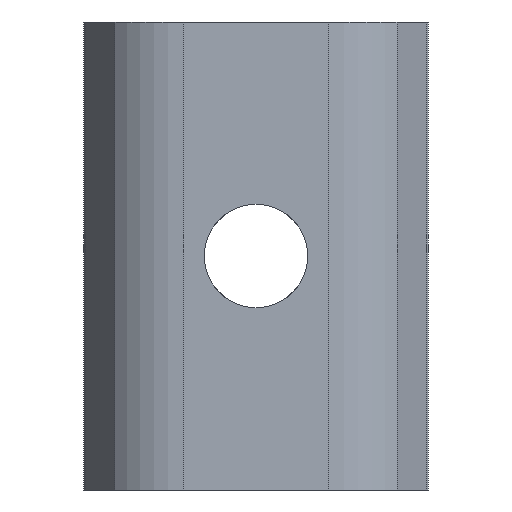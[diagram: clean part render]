
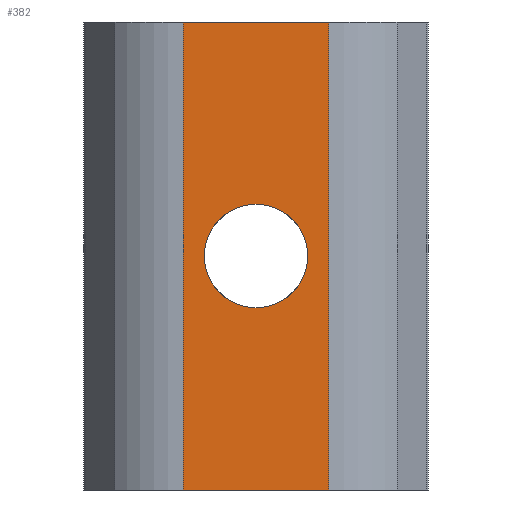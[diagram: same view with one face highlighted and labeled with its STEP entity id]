
A CAD part, front view. The second image highlights one B-rep face of the part: STEP entity #382.
In plain terms, the highlighted planar face has unit normal (0, -1, 0).
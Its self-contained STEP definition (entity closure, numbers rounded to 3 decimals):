
#7 = VECTOR ( 'NONE', #136, 1000. ) ;
#40 = DIRECTION ( 'NONE',  ( 1., 0., 0. ) ) ;
#52 = DIRECTION ( 'NONE',  ( 0., 1., 0. ) ) ;
#54 = CARTESIAN_POINT ( 'NONE',  ( -2.95, -5.2, -9.5 ) ) ;
#85 = CIRCLE ( 'NONE', #246, 2.1 ) ;
#115 = ORIENTED_EDGE ( 'NONE', *, *, #985, .T. ) ;
#117 = VECTOR ( 'NONE', #344, 1000. ) ;
#125 = DIRECTION ( 'NONE',  ( 0., 1., 0. ) ) ;
#136 = DIRECTION ( 'NONE',  ( 1., 0., 0. ) ) ;
#142 = EDGE_LOOP ( 'NONE', ( #115, #301 ) ) ;
#174 = VECTOR ( 'NONE', #637, 1000. ) ;
#193 = CARTESIAN_POINT ( 'NONE',  ( 2.95, -5.2, 9.5 ) ) ;
#201 = EDGE_CURVE ( 'NONE', #759, #255, #340, .T. ) ;
#202 = VERTEX_POINT ( 'NONE', #354 ) ;
#208 = PLANE ( 'NONE',  #609 ) ;
#246 = AXIS2_PLACEMENT_3D ( 'NONE', #588, #125, #678 ) ;
#255 = VERTEX_POINT ( 'NONE', #1019 ) ;
#260 = CARTESIAN_POINT ( 'NONE',  ( -2.95, -5.2, 9.5 ) ) ;
#267 = CARTESIAN_POINT ( 'NONE',  ( 0., -5.2, 0. ) ) ;
#276 = AXIS2_PLACEMENT_3D ( 'NONE', #267, #819, #351 ) ;
#294 = LINE ( 'NONE', #508, #897 ) ;
#301 = ORIENTED_EDGE ( 'NONE', *, *, #928, .T. ) ;
#340 = LINE ( 'NONE', #193, #117 ) ;
#344 = DIRECTION ( 'NONE',  ( 0., 0., -1. ) ) ;
#351 = DIRECTION ( 'NONE',  ( 0., 0., 1. ) ) ;
#354 = CARTESIAN_POINT ( 'NONE',  ( 0., -5.2, -2.1 ) ) ;
#374 = CARTESIAN_POINT ( 'NONE',  ( -2.95, -5.2, 9.5 ) ) ;
#382 = ADVANCED_FACE ( 'NONE', ( #723, #489 ), #208, .F. ) ;
#392 = LINE ( 'NONE', #778, #174 ) ;
#439 = VERTEX_POINT ( 'NONE', #977 ) ;
#489 = FACE_OUTER_BOUND ( 'NONE', #572, .T. ) ;
#508 = CARTESIAN_POINT ( 'NONE',  ( -2.95, -5.2, 9.5 ) ) ;
#509 = CARTESIAN_POINT ( 'NONE',  ( 0., -5.2, 2.1 ) ) ;
#557 = EDGE_CURVE ( 'NONE', #906, #439, #392, .T. ) ;
#572 = EDGE_LOOP ( 'NONE', ( #1028, #820, #787, #1032 ) ) ;
#586 = CIRCLE ( 'NONE', #276, 2.1 ) ;
#588 = CARTESIAN_POINT ( 'NONE',  ( 0., -5.2, 0. ) ) ;
#598 = DIRECTION ( 'NONE',  ( -1., 0., 0. ) ) ;
#609 = AXIS2_PLACEMENT_3D ( 'NONE', #374, #52, #598 ) ;
#636 = LINE ( 'NONE', #54, #7 ) ;
#637 = DIRECTION ( 'NONE',  ( 0., 0., -1. ) ) ;
#653 = VERTEX_POINT ( 'NONE', #509 ) ;
#678 = DIRECTION ( 'NONE',  ( 0., 0., 1. ) ) ;
#723 = FACE_BOUND ( 'NONE', #142, .T. ) ;
#759 = VERTEX_POINT ( 'NONE', #1047 ) ;
#778 = CARTESIAN_POINT ( 'NONE',  ( -2.95, -5.2, 9.5 ) ) ;
#787 = ORIENTED_EDGE ( 'NONE', *, *, #976, .F. ) ;
#819 = DIRECTION ( 'NONE',  ( 0., 1., 0. ) ) ;
#820 = ORIENTED_EDGE ( 'NONE', *, *, #201, .F. ) ;
#897 = VECTOR ( 'NONE', #40, 1000. ) ;
#906 = VERTEX_POINT ( 'NONE', #260 ) ;
#928 = EDGE_CURVE ( 'NONE', #202, #653, #586, .T. ) ;
#976 = EDGE_CURVE ( 'NONE', #906, #759, #294, .T. ) ;
#977 = CARTESIAN_POINT ( 'NONE',  ( -2.95, -5.2, -9.5 ) ) ;
#985 = EDGE_CURVE ( 'NONE', #653, #202, #85, .T. ) ;
#1013 = EDGE_CURVE ( 'NONE', #439, #255, #636, .T. ) ;
#1019 = CARTESIAN_POINT ( 'NONE',  ( 2.95, -5.2, -9.5 ) ) ;
#1028 = ORIENTED_EDGE ( 'NONE', *, *, #1013, .T. ) ;
#1032 = ORIENTED_EDGE ( 'NONE', *, *, #557, .T. ) ;
#1047 = CARTESIAN_POINT ( 'NONE',  ( 2.95, -5.2, 9.5 ) ) ;
